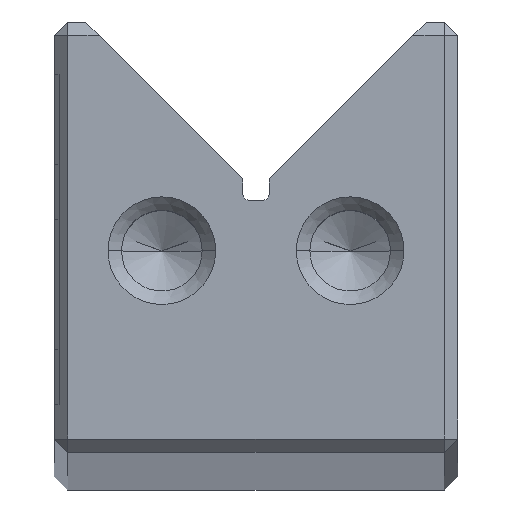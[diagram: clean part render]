
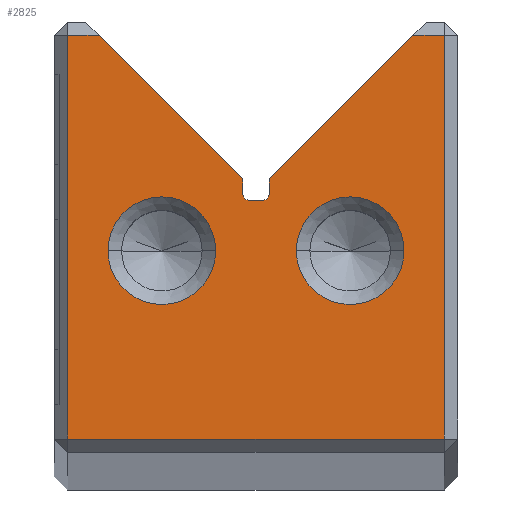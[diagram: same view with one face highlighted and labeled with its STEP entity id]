
A CAD part, top view. The second image highlights one B-rep face of the part: STEP entity #2825.
In plain terms, the highlighted planar face has unit normal (0, 0, 1).
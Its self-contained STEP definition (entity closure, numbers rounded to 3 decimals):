
#2825=ADVANCED_FACE('',(#3745,#3746,#3747),#3224,.F.);
#3224=PLANE('',#10884);
#3501=CIRCLE('',#10645,2.);
#3503=CIRCLE('',#10648,2.);
#3638=CIRCLE('',#10874,0.25);
#3639=CIRCLE('',#10877,0.25);
#3640=CIRCLE('',#10882,2.);
#3641=CIRCLE('',#10883,2.);
#3745=FACE_BOUND('',#3959,.T.);
#3746=FACE_BOUND('',#3960,.T.);
#3747=FACE_BOUND('',#3961,.T.);
#3959=EDGE_LOOP('',(#5275,#5276));
#3960=EDGE_LOOP('',(#5277,#5278));
#3961=EDGE_LOOP('',(#5279,#5280,#5281,#5282,#5283,#5284,#5285,#5286,#5287,
#5288,#5289,#5290));
#5275=ORIENTED_EDGE('',*,*,#8043,.T.);
#5276=ORIENTED_EDGE('',*,*,#8358,.T.);
#5277=ORIENTED_EDGE('',*,*,#8039,.T.);
#5278=ORIENTED_EDGE('',*,*,#8359,.T.);
#5279=ORIENTED_EDGE('',*,*,#8360,.T.);
#5280=ORIENTED_EDGE('',*,*,#8361,.T.);
#5281=ORIENTED_EDGE('',*,*,#8353,.T.);
#5282=ORIENTED_EDGE('',*,*,#8349,.T.);
#5283=ORIENTED_EDGE('',*,*,#8347,.T.);
#5284=ORIENTED_EDGE('',*,*,#8345,.T.);
#5285=ORIENTED_EDGE('',*,*,#8343,.T.);
#5286=ORIENTED_EDGE('',*,*,#8341,.T.);
#5287=ORIENTED_EDGE('',*,*,#8339,.T.);
#5288=ORIENTED_EDGE('',*,*,#8362,.T.);
#5289=ORIENTED_EDGE('',*,*,#8363,.T.);
#5290=ORIENTED_EDGE('',*,*,#8364,.T.);
#7259=VERTEX_POINT('',#14090);
#7260=VERTEX_POINT('',#14092);
#7263=VERTEX_POINT('',#14099);
#7264=VERTEX_POINT('',#14101);
#7455=VERTEX_POINT('',#14676);
#7456=VERTEX_POINT('',#14678);
#7457=VERTEX_POINT('',#14682);
#7458=VERTEX_POINT('',#14686);
#7459=VERTEX_POINT('',#14690);
#7460=VERTEX_POINT('',#14694);
#7461=VERTEX_POINT('',#14698);
#7464=VERTEX_POINT('',#14706);
#7467=VERTEX_POINT('',#14718);
#7468=VERTEX_POINT('',#14719);
#7469=VERTEX_POINT('',#14722);
#7470=VERTEX_POINT('',#14724);
#8039=EDGE_CURVE('',#7260,#7259,#3501,.T.);
#8043=EDGE_CURVE('',#7264,#7263,#3503,.T.);
#8339=EDGE_CURVE('',#7456,#7455,#9301,.T.);
#8341=EDGE_CURVE('',#7457,#7456,#9303,.T.);
#8343=EDGE_CURVE('',#7458,#7457,#3638,.T.);
#8345=EDGE_CURVE('',#7459,#7458,#9306,.T.);
#8347=EDGE_CURVE('',#7460,#7459,#3639,.T.);
#8349=EDGE_CURVE('',#7461,#7460,#9309,.T.);
#8353=EDGE_CURVE('',#7464,#7461,#9313,.T.);
#8358=EDGE_CURVE('',#7263,#7264,#3640,.T.);
#8359=EDGE_CURVE('',#7259,#7260,#3641,.T.);
#8360=EDGE_CURVE('',#7467,#7468,#9318,.T.);
#8361=EDGE_CURVE('',#7468,#7464,#9319,.T.);
#8362=EDGE_CURVE('',#7455,#7469,#9320,.T.);
#8363=EDGE_CURVE('',#7469,#7470,#9321,.T.);
#8364=EDGE_CURVE('',#7470,#7467,#9322,.T.);
#9301=LINE('',#14677,#10115);
#9303=LINE('',#14681,#10117);
#9306=LINE('',#14689,#10120);
#9309=LINE('',#14697,#10123);
#9313=LINE('',#14705,#10127);
#9318=LINE('',#14717,#10132);
#9319=LINE('',#14720,#10133);
#9320=LINE('',#14721,#10134);
#9321=LINE('',#14723,#10135);
#9322=LINE('',#14725,#10136);
#10115=VECTOR('',#12101,1.);
#10117=VECTOR('',#12105,1.);
#10120=VECTOR('',#12114,1.);
#10123=VECTOR('',#12123,1.);
#10127=VECTOR('',#12129,1.);
#10132=VECTOR('',#12142,1.);
#10133=VECTOR('',#12143,1.);
#10134=VECTOR('',#12144,1.);
#10135=VECTOR('',#12145,1.);
#10136=VECTOR('',#12146,1.);
#10645=AXIS2_PLACEMENT_3D('',#14091,#11484,#11485);
#10648=AXIS2_PLACEMENT_3D('',#14100,#11492,#11493);
#10874=AXIS2_PLACEMENT_3D('',#14685,#12109,#12110);
#10877=AXIS2_PLACEMENT_3D('',#14693,#12118,#12119);
#10882=AXIS2_PLACEMENT_3D('',#14715,#12138,#12139);
#10883=AXIS2_PLACEMENT_3D('',#14716,#12140,#12141);
#10884=AXIS2_PLACEMENT_3D('',#14726,#12147,#12148);
#11484=DIRECTION('',(0.,0.,-1.));
#11485=DIRECTION('',(-1.,0.,0.));
#11492=DIRECTION('',(0.,0.,-1.));
#11493=DIRECTION('',(-1.,0.,0.));
#12101=DIRECTION('',(-0.707,0.707,0.));
#12105=DIRECTION('',(0.,1.,0.));
#12109=DIRECTION('',(0.,0.,-1.));
#12110=DIRECTION('',(1.,0.,0.));
#12114=DIRECTION('',(-1.,0.,0.));
#12118=DIRECTION('',(0.,0.,-1.));
#12119=DIRECTION('',(-1.,0.,0.));
#12123=DIRECTION('',(0.,-1.,0.));
#12129=DIRECTION('',(-0.707,-0.707,0.));
#12138=DIRECTION('',(0.,0.,-1.));
#12139=DIRECTION('',(-1.,0.,0.));
#12140=DIRECTION('',(0.,0.,-1.));
#12141=DIRECTION('',(-1.,0.,0.));
#12142=DIRECTION('',(0.,1.,0.));
#12143=DIRECTION('',(-1.,0.,0.));
#12144=DIRECTION('',(-1.,0.,0.));
#12145=DIRECTION('',(0.,-1.,0.));
#12146=DIRECTION('',(1.,0.,0.));
#12147=DIRECTION('',(0.,0.,-1.));
#12148=DIRECTION('',(-1.,0.,0.));
#14090=CARTESIAN_POINT('',(-5.5,7.5,0.));
#14091=CARTESIAN_POINT('',(-3.5,7.5,0.));
#14092=CARTESIAN_POINT('',(-1.5,7.5,0.));
#14099=CARTESIAN_POINT('',(1.5,7.5,0.));
#14100=CARTESIAN_POINT('',(3.5,7.5,0.));
#14101=CARTESIAN_POINT('',(5.5,7.5,0.));
#14676=CARTESIAN_POINT('',(-5.828,15.5,0.));
#14677=CARTESIAN_POINT('',(-6.328,16.,0.));
#14678=CARTESIAN_POINT('',(-0.5,10.172,0.));
#14681=CARTESIAN_POINT('',(-0.5,10.172,0.));
#14682=CARTESIAN_POINT('',(-0.5,9.622,0.));
#14685=CARTESIAN_POINT('',(-0.25,9.622,0.));
#14686=CARTESIAN_POINT('',(-0.25,9.372,0.));
#14689=CARTESIAN_POINT('',(0.25,9.372,0.));
#14690=CARTESIAN_POINT('',(0.25,9.372,0.));
#14693=CARTESIAN_POINT('',(0.25,9.622,0.));
#14694=CARTESIAN_POINT('',(0.5,9.622,0.));
#14697=CARTESIAN_POINT('',(0.5,10.172,0.));
#14698=CARTESIAN_POINT('',(0.5,10.172,0.));
#14705=CARTESIAN_POINT('',(6.328,16.,0.));
#14706=CARTESIAN_POINT('',(5.828,15.5,0.));
#14715=CARTESIAN_POINT('',(3.5,7.5,0.));
#14716=CARTESIAN_POINT('',(-3.5,7.5,0.));
#14717=CARTESIAN_POINT('',(7.,16.,0.));
#14718=CARTESIAN_POINT('',(7.,0.5,0.));
#14719=CARTESIAN_POINT('',(7.,15.5,0.));
#14720=CARTESIAN_POINT('',(6.328,15.5,0.));
#14721=CARTESIAN_POINT('',(-7.5,15.5,0.));
#14722=CARTESIAN_POINT('',(-7.,15.5,0.));
#14723=CARTESIAN_POINT('',(-7.,0.,0.));
#14724=CARTESIAN_POINT('',(-7.,0.5,0.));
#14725=CARTESIAN_POINT('',(7.5,0.5,0.));
#14726=CARTESIAN_POINT('',(0.25,9.622,0.));
